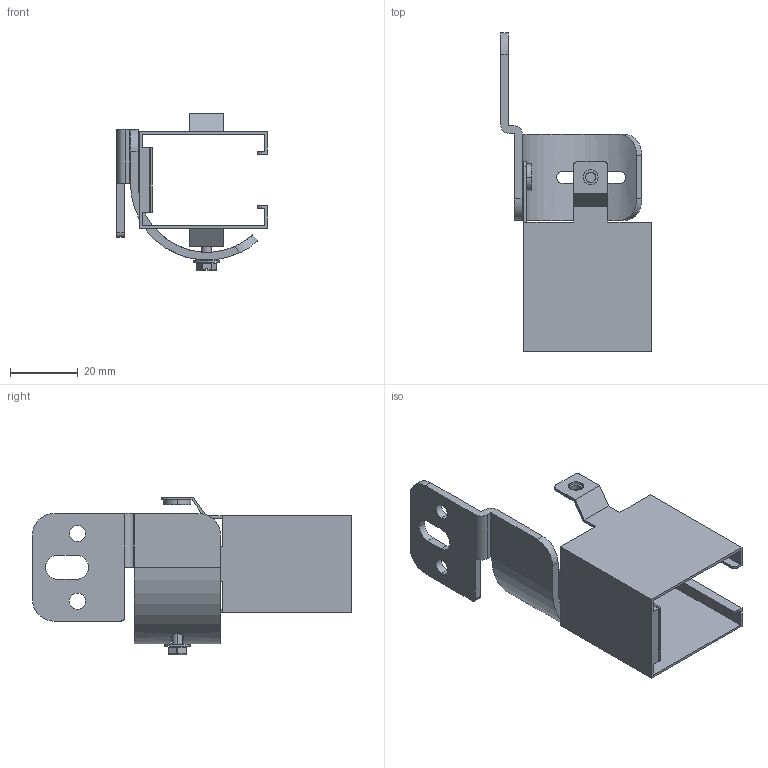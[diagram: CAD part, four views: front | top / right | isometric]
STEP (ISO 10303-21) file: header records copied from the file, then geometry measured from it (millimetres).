
FILE_DESCRIPTION((''),'2;1');
FILE_NAME('156664_SW','2011-04-06T',('banengservice'),('BANNER ENGINEERING'),'PRO/ENGINEER BY PARAMETRIC TECHNOLOGY CORPORATION, 2009141','PRO/ENGINEER BY PARAMETRIC TECHNOLOGY CORPORATION, 2009141','');
FILE_SCHEMA(('CONFIG_CONTROL_DESIGN'));
Length unit declared in the file: inch
Products named in the file (1): 156664_SW
Bounding box: 44.44 x 93.98 x 46.47 mm (x, y, z)
Volume: 11724.7 mm3; surface area: 16877.8 mm2
Topology: 3 solids, 3 shells, 188 faces, 466 edges, 292 vertices
Faces by surface type: plane 94, cylinder 78, sphere 12, cone 4
Entity records: 5794 total; most frequent: CARTESIAN_POINT 1152, DIRECTION 992, ORIENTED_EDGE 932, EDGE_CURVE 466, AXIS2_PLACEMENT_3D 346, VECTOR 300, LINE 300, VERTEX_POINT 292
